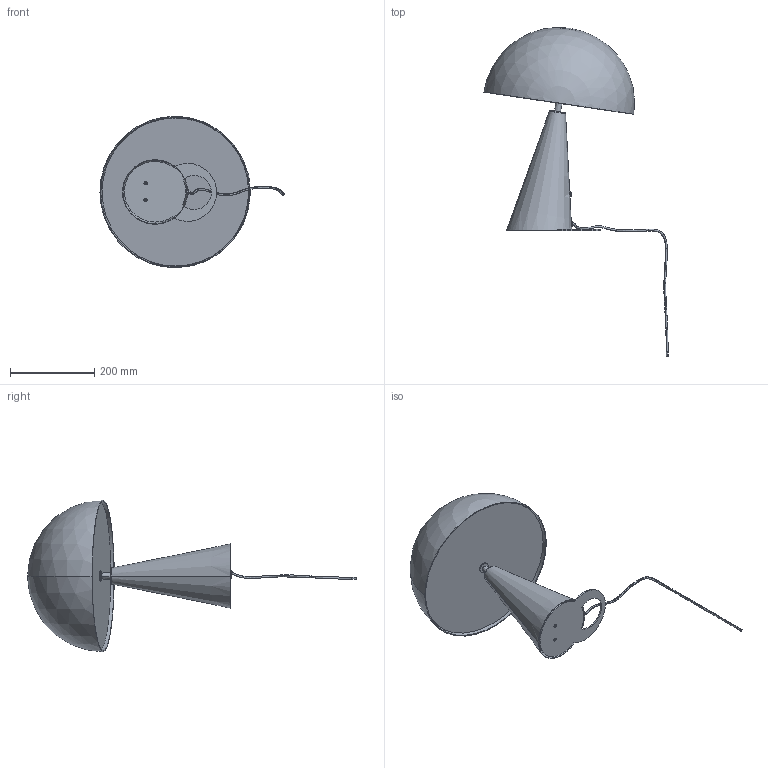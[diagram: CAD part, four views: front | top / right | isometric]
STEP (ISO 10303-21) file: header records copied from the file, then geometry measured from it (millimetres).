
FILE_DESCRIPTION (( 'STEP AP203' ), '1' );
FILE_NAME ('imperfetto lume grande r1.STEP', '2022-07-26T10:35:52', ( '' ), ( '' ), 'SwSTEP 2.0', 'SolidWorks 2020', '' );
FILE_SCHEMA (( 'CONFIG_CONTROL_DESIGN' ));
Length unit declared in the file: millimetre
Products named in the file (13): imperfetto lume grande r1; corpo snodo; semisfera 360; LAGCR01; luce grande r2_semplificata x 3D; EPFA108; cono grande_base; MMNT413; Copia di Parte1^base grande r1; NIPLO 5016-3; cono grande_cono; snodo imperfetto; base grande r1_semplificata x 3D
Assembly tree (13 placements, depth 4):
  imperfetto lume grande r1
    base grande r1_semplificata x 3D
      cono grande_cono
      cono grande_base
      NIPLO 5016-3  x2
      LAGCR01
      Copia di Parte1^base grande r1
    luce grande r2_semplificata x 3D
      semisfera 360
      EPFA108
      MMNT413
      snodo imperfetto
        corpo snodo
Bounding box: 437.7 x 782.25 x 359.99 mm (x, y, z)
Volume: 861175.2 mm3; surface area: 838733.5 mm2
Topology: 10 solids, 11 shells, 130 faces, 312 edges, 199 vertices
Faces by surface type: cylinder 54, plane 29, cone 18, torus 12, bspline 9, sphere 8
Entity records: 7526 total; most frequent: CARTESIAN_POINT 3398, DIRECTION 621, ORIENTED_EDGE 546, AXIS2_PLACEMENT_3D 277, EDGE_CURVE 273, VERTEX_POINT 176, CIRCLE 150, EDGE_LOOP 137
